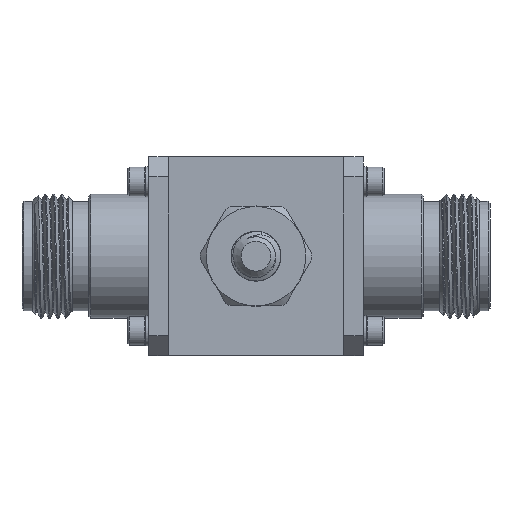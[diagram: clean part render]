
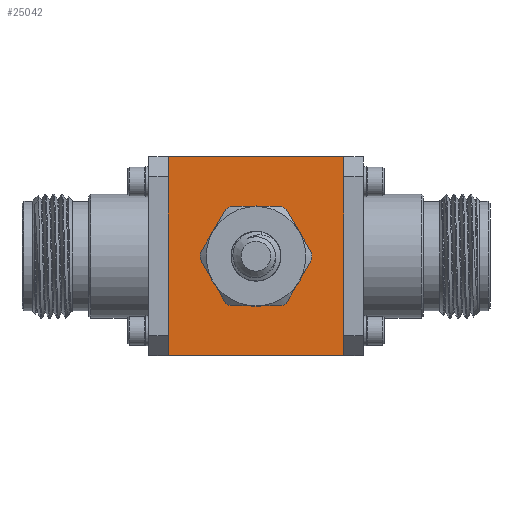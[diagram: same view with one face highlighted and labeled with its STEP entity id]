
A CAD part, front view. The second image highlights one B-rep face of the part: STEP entity #25042.
In plain terms, the highlighted planar face has unit normal (0, -1, 0).
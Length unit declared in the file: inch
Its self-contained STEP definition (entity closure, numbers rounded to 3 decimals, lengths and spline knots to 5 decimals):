
#145 = EDGE_CURVE ( 'NONE', #5591, #14720, #1957, .T. ) ;
#155 = ORIENTED_EDGE ( 'NONE', *, *, #11499, .F. ) ;
#1957 = CIRCLE ( 'NONE', #6646, 0.125 ) ;
#3089 = DIRECTION ( 'NONE',  ( 0., -1., 0. ) ) ;
#3405 = DIRECTION ( 'NONE',  ( 0., 0., -1. ) ) ;
#3602 = FACE_OUTER_BOUND ( 'NONE', #5956, .T. ) ;
#4403 = CARTESIAN_POINT ( 'NONE',  ( 0.02911, -0.62501, 0.12156 ) ) ;
#5591 = VERTEX_POINT ( 'NONE', #20550 ) ;
#5738 = EDGE_CURVE ( 'NONE', #14720, #5591, #25972, .T. ) ;
#5956 = EDGE_LOOP ( 'NONE', ( #13831, #155, #8752, #9812 ) ) ;
#6556 = DIRECTION ( 'NONE',  ( 1., 0., 0. ) ) ;
#6630 = CARTESIAN_POINT ( 'NONE',  ( 0., -0.625, 0. ) ) ;
#6646 = AXIS2_PLACEMENT_3D ( 'NONE', #20082, #3089, #21833 ) ;
#7003 = VERTEX_POINT ( 'NONE', #12693 ) ;
#7054 = AXIS2_PLACEMENT_3D ( 'NONE', #6630, #19426, #19333 ) ;
#7536 = PLANE ( 'NONE',  #9107 ) ;
#8390 = CARTESIAN_POINT ( 'NONE',  ( -0.44, -0.625, 0.5 ) ) ;
#8752 = ORIENTED_EDGE ( 'NONE', *, *, #18666, .F. ) ;
#9107 = AXIS2_PLACEMENT_3D ( 'NONE', #9277, #22096, #11313 ) ;
#9277 = CARTESIAN_POINT ( 'NONE',  ( -0.44, -0.625, 0.5 ) ) ;
#9531 = CARTESIAN_POINT ( 'NONE',  ( 0.44, -0.625, 0.5 ) ) ;
#9812 = ORIENTED_EDGE ( 'NONE', *, *, #15704, .T. ) ;
#11313 = DIRECTION ( 'NONE',  ( 0., 0., 1. ) ) ;
#11499 = EDGE_CURVE ( 'NONE', #22987, #21042, #19287, .T. ) ;
#11624 = VECTOR ( 'NONE', #14218, 39.37008 ) ;
#11794 = VECTOR ( 'NONE', #3405, 39.37008 ) ;
#12261 = LINE ( 'NONE', #21047, #11624 ) ;
#12693 = CARTESIAN_POINT ( 'NONE',  ( -0.44, -0.625, 0.5 ) ) ;
#13542 = ORIENTED_EDGE ( 'NONE', *, *, #5738, .F. ) ;
#13831 = ORIENTED_EDGE ( 'NONE', *, *, #18170, .T. ) ;
#14218 = DIRECTION ( 'NONE',  ( 1., 0., 0. ) ) ;
#14720 = VERTEX_POINT ( 'NONE', #4403 ) ;
#15168 = DIRECTION ( 'NONE',  ( 0., 0., -1. ) ) ;
#15529 = LINE ( 'NONE', #23230, #21069 ) ;
#15704 = EDGE_CURVE ( 'NONE', #7003, #22367, #17552, .T. ) ;
#16035 = FACE_BOUND ( 'NONE', #21111, .T. ) ;
#17552 = LINE ( 'NONE', #8390, #18213 ) ;
#18170 = EDGE_CURVE ( 'NONE', #22367, #21042, #12261, .T. ) ;
#18213 = VECTOR ( 'NONE', #15168, 39.37008 ) ;
#18666 = EDGE_CURVE ( 'NONE', #7003, #22987, #15529, .T. ) ;
#19118 = CARTESIAN_POINT ( 'NONE',  ( 0.44, -0.625, 0.5 ) ) ;
#19287 = LINE ( 'NONE', #9531, #11794 ) ;
#19291 = ORIENTED_EDGE ( 'NONE', *, *, #145, .F. ) ;
#19333 = DIRECTION ( 'NONE',  ( 0., 0., 1. ) ) ;
#19426 = DIRECTION ( 'NONE',  ( 0., -1., 0. ) ) ;
#20082 = CARTESIAN_POINT ( 'NONE',  ( 0., -0.625, 0. ) ) ;
#20550 = CARTESIAN_POINT ( 'NONE',  ( 0.10527, -0.625, 0.0674 ) ) ;
#21042 = VERTEX_POINT ( 'NONE', #25898 ) ;
#21047 = CARTESIAN_POINT ( 'NONE',  ( -0.44, -0.625, -0.5 ) ) ;
#21069 = VECTOR ( 'NONE', #6556, 39.37008 ) ;
#21111 = EDGE_LOOP ( 'NONE', ( #19291, #13542 ) ) ;
#21833 = DIRECTION ( 'NONE',  ( 0., 0., 1. ) ) ;
#22096 = DIRECTION ( 'NONE',  ( 0., 1., 0. ) ) ;
#22367 = VERTEX_POINT ( 'NONE', #26426 ) ;
#22987 = VERTEX_POINT ( 'NONE', #19118 ) ;
#23230 = CARTESIAN_POINT ( 'NONE',  ( -0.44, -0.625, 0.5 ) ) ;
#25042 = ADVANCED_FACE ( 'NONE', ( #16035, #3602 ), #7536, .F. ) ;
#25898 = CARTESIAN_POINT ( 'NONE',  ( 0.44, -0.625, -0.5 ) ) ;
#25972 = CIRCLE ( 'NONE', #7054, 0.125 ) ;
#26426 = CARTESIAN_POINT ( 'NONE',  ( -0.44, -0.625, -0.5 ) ) ;
